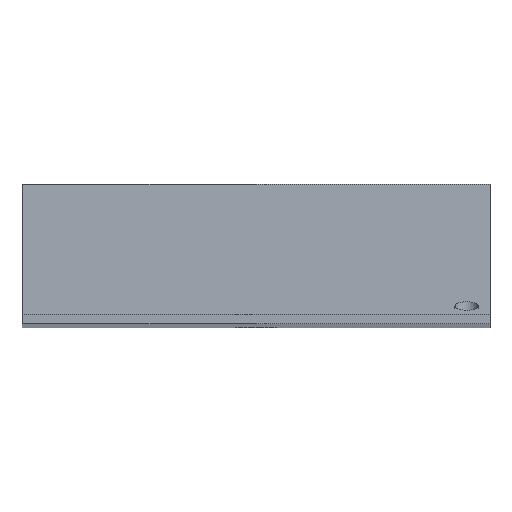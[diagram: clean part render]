
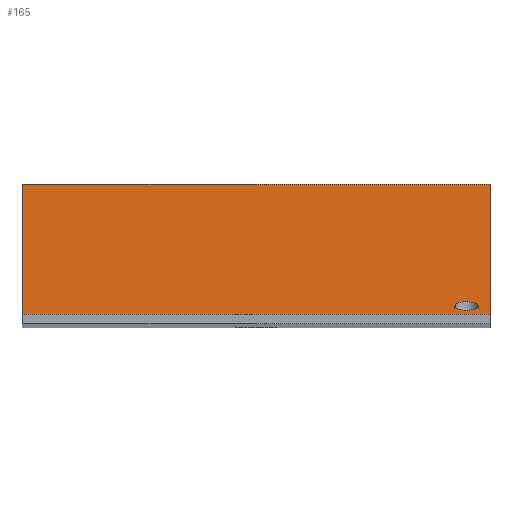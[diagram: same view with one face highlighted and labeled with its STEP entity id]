
A CAD part, top view. The second image highlights one B-rep face of the part: STEP entity #165.
In plain terms, the highlighted planar face has unit normal (0, 0.94, 0.342).
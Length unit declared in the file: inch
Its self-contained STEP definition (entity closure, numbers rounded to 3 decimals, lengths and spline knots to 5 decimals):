
#20=FACE_BOUND('',#35,.T.);
#24=ELLIPSE('',#189,0.0266,0.025);
#25=FACE_OUTER_BOUND('',#34,.T.);
#34=EDGE_LOOP('',(#116,#117,#118,#119));
#35=EDGE_LOOP('',(#120));
#47=LINE('',#250,#64);
#48=LINE('',#252,#65);
#49=LINE('',#254,#66);
#50=LINE('',#255,#67);
#64=VECTOR('',#205,0.3937);
#65=VECTOR('',#206,0.3937);
#66=VECTOR('',#207,0.3937);
#67=VECTOR('',#208,0.3937);
#81=VERTEX_POINT('',#248);
#82=VERTEX_POINT('',#249);
#83=VERTEX_POINT('',#251);
#84=VERTEX_POINT('',#253);
#85=VERTEX_POINT('',#256);
#95=EDGE_CURVE('',#81,#82,#47,.T.);
#96=EDGE_CURVE('',#83,#81,#48,.T.);
#97=EDGE_CURVE('',#84,#83,#49,.T.);
#98=EDGE_CURVE('',#82,#84,#50,.T.);
#99=EDGE_CURVE('',#85,#85,#24,.T.);
#116=ORIENTED_EDGE('',*,*,#95,.F.);
#117=ORIENTED_EDGE('',*,*,#96,.F.);
#118=ORIENTED_EDGE('',*,*,#97,.F.);
#119=ORIENTED_EDGE('',*,*,#98,.F.);
#120=ORIENTED_EDGE('',*,*,#99,.F.);
#158=PLANE('',#188);
#165=ADVANCED_FACE('',(#25,#20),#158,.F.);
#188=AXIS2_PLACEMENT_3D('',#247,#203,#204);
#189=AXIS2_PLACEMENT_3D('',#257,#209,#210);
#203=DIRECTION('center_axis',(0.,-0.94,-0.342));
#204=DIRECTION('ref_axis',(0.,-0.342,0.94));
#205=DIRECTION('',(0.,0.342,-0.94));
#206=DIRECTION('',(-1.,0.,0.));
#207=DIRECTION('',(0.,-0.342,0.94));
#208=DIRECTION('',(1.,0.,0.));
#209=DIRECTION('center_axis',(0.,0.94,0.342));
#210=DIRECTION('ref_axis',(0.,0.342,-0.94));
#247=CARTESIAN_POINT('Origin',(1.,0.3,4.23));
#248=CARTESIAN_POINT('',(0.,0.02,5.));
#249=CARTESIAN_POINT('',(0.,0.3,4.23));
#250=CARTESIAN_POINT('',(0.,0.96175,2.41018));
#251=CARTESIAN_POINT('',(1.,0.02,5.));
#252=CARTESIAN_POINT('',(0.5,0.02,5.));
#253=CARTESIAN_POINT('',(1.,0.3,4.23));
#254=CARTESIAN_POINT('',(1.,0.15883,4.61821));
#255=CARTESIAN_POINT('',(0.75,0.3,4.23));
#256=CARTESIAN_POINT('',(0.925,0.03818,4.95));
#257=CARTESIAN_POINT('Origin',(0.95,0.03818,4.95));
